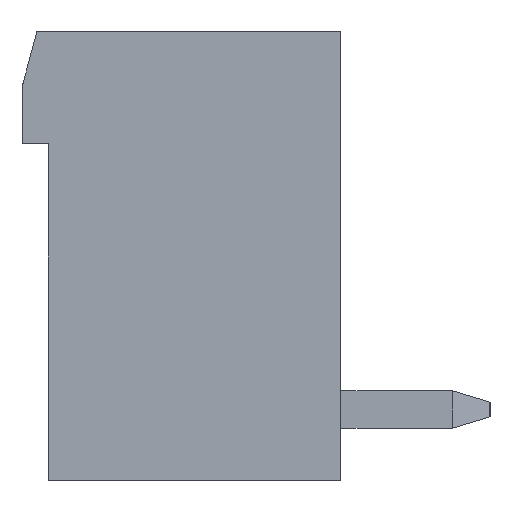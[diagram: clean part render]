
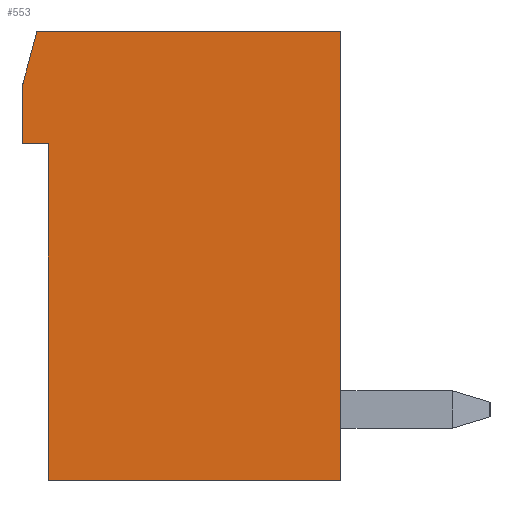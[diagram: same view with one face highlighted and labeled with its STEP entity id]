
A CAD part, left-side view. The second image highlights one B-rep face of the part: STEP entity #553.
In plain terms, the highlighted planar face has unit normal (-1, 0, 0).
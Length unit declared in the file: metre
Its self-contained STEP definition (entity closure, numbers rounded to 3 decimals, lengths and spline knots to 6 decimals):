
#553=ADVANCED_FACE('',(#1176),#1177,.F.);
#1176=FACE_OUTER_BOUND('',#1864,.T.);
#1177=PLANE('',#1865);
#1864=EDGE_LOOP('',(#3468,#3469,#3470,#3471,#3472,#3473,#3474));
#1865=AXIS2_PLACEMENT_3D('',#3475,#3476,#3477);
#3468=ORIENTED_EDGE('',*,*,#4773,.F.);
#3469=ORIENTED_EDGE('',*,*,#4774,.F.);
#3470=ORIENTED_EDGE('',*,*,#4357,.T.);
#3471=ORIENTED_EDGE('',*,*,#4445,.F.);
#3472=ORIENTED_EDGE('',*,*,#4647,.F.);
#3473=ORIENTED_EDGE('',*,*,#4775,.T.);
#3474=ORIENTED_EDGE('',*,*,#4749,.F.);
#3475=CARTESIAN_POINT('',(0.00529,0.,0.));
#3476=DIRECTION('',(1.0,0.0,0.));
#3477=DIRECTION('',(0.0,1.0,0.0));
#4357=EDGE_CURVE('',#5327,#5328,#5329,.T.);
#4445=EDGE_CURVE('',#5465,#5328,#5467,.T.);
#4647=EDGE_CURVE('',#5752,#5465,#5754,.T.);
#4749=EDGE_CURVE('',#5882,#5884,#5885,.T.);
#4773=EDGE_CURVE('',#5911,#5882,#5912,.T.);
#4774=EDGE_CURVE('',#5327,#5911,#5913,.T.);
#4775=EDGE_CURVE('',#5752,#5884,#5914,.F.);
#5327=VERTEX_POINT('',#6670);
#5328=VERTEX_POINT('',#6671);
#5329=LINE('',#6672,#6673);
#5465=VERTEX_POINT('',#6878);
#5467=LINE('',#6881,#6882);
#5752=VERTEX_POINT('',#7320);
#5754=LINE('',#7323,#7324);
#5882=VERTEX_POINT('',#7519);
#5884=VERTEX_POINT('',#7522);
#5885=LINE('',#7523,#7524);
#5911=VERTEX_POINT('',#7563);
#5912=LINE('',#7564,#7565);
#5913=LINE('',#7566,#7567);
#5914=LINE('',#7568,#7569);
#6670=CARTESIAN_POINT('',(0.00529,0.0078,-0.012));
#6671=CARTESIAN_POINT('',(0.00529,0.,-0.012));
#6672=CARTESIAN_POINT('',(0.00529,0.0078,-0.012));
#6673=VECTOR('',#7980,1.0);
#6878=CARTESIAN_POINT('',(0.00529,0.,0.));
#6881=CARTESIAN_POINT('',(0.00529,0.,0.));
#6882=VECTOR('',#8051,1.0);
#7320=CARTESIAN_POINT('',(0.00529,0.0081,0.));
#7323=CARTESIAN_POINT('',(0.00529,0.0081,0.));
#7324=VECTOR('',#8218,1.0);
#7519=CARTESIAN_POINT('',(0.00529,0.0085,-0.003));
#7522=CARTESIAN_POINT('',(0.00529,0.0085,-0.001493));
#7523=CARTESIAN_POINT('',(0.00529,0.0085,-0.003));
#7524=VECTOR('',#8290,1.0);
#7563=CARTESIAN_POINT('',(0.00529,0.0078,-0.003));
#7564=CARTESIAN_POINT('',(0.00529,0.0081,-0.003));
#7565=VECTOR('',#8304,1.0);
#7566=CARTESIAN_POINT('',(0.00529,0.0078,-0.0098));
#7567=VECTOR('',#8305,1.0);
#7568=CARTESIAN_POINT('',(0.00529,0.0081,0.));
#7569=VECTOR('',#8306,1.0);
#7980=DIRECTION('',(0.,-1.0,0.));
#8051=DIRECTION('',(0.,0.,-1.0));
#8218=DIRECTION('',(0.,-1.0,0.));
#8290=DIRECTION('',(0.,0.,1.0));
#8304=DIRECTION('',(0.,1.0,0.));
#8305=DIRECTION('',(0.,0.,1.0));
#8306=DIRECTION('',(0.,-0.259,0.966));
